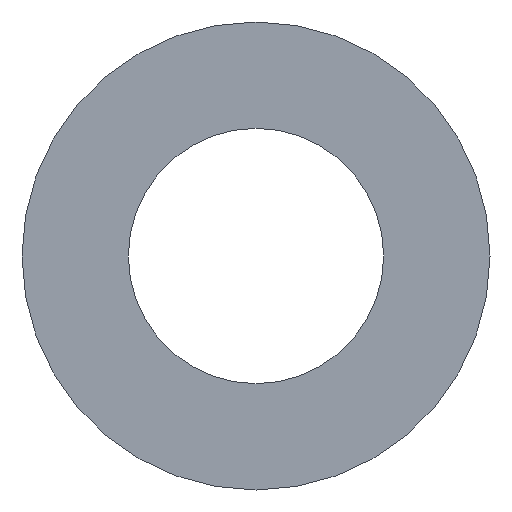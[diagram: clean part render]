
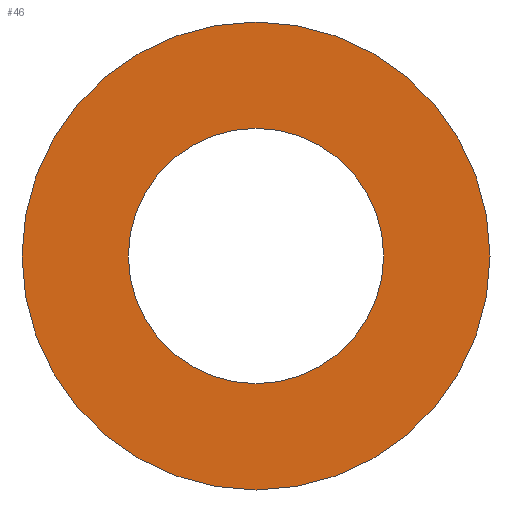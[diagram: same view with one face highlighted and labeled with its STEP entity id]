
A CAD part, front view. The second image highlights one B-rep face of the part: STEP entity #46.
In plain terms, the highlighted planar face has unit normal (0, -1, 0).
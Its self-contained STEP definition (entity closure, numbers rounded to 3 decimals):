
#1 = CARTESIAN_POINT ( 'NONE',  ( 0., 0., -11. ) ) ;
#14 = VERTEX_POINT ( 'NONE', #1 ) ;
#20 = EDGE_CURVE ( 'NONE', #38, #14, #149, .T. ) ;
#21 = EDGE_CURVE ( 'NONE', #25, #43, #144, .T. ) ;
#25 = VERTEX_POINT ( 'NONE', #153 ) ;
#30 = EDGE_CURVE ( 'NONE', #43, #25, #140, .T. ) ;
#31 = EDGE_CURVE ( 'NONE', #14, #38, #113, .T. ) ;
#35 = ORIENTED_EDGE ( 'NONE', *, *, #20, .T. ) ;
#38 = VERTEX_POINT ( 'NONE', #106 ) ;
#42 = EDGE_LOOP ( 'NONE', ( #45, #35 ) ) ;
#43 = VERTEX_POINT ( 'NONE', #103 ) ;
#45 = ORIENTED_EDGE ( 'NONE', *, *, #31, .T. ) ;
#46 = ADVANCED_FACE ( 'NONE', ( #101, #114 ), #129, .T. ) ;
#77 = EDGE_LOOP ( 'NONE', ( #78, #79 ) ) ;
#78 = ORIENTED_EDGE ( 'NONE', *, *, #21, .F. ) ;
#79 = ORIENTED_EDGE ( 'NONE', *, *, #30, .F. ) ;
#101 = FACE_OUTER_BOUND ( 'NONE', #42, .T. ) ;
#103 = CARTESIAN_POINT ( 'NONE',  ( 0., 0., 6. ) ) ;
#106 = CARTESIAN_POINT ( 'NONE',  ( 0., 0., 11. ) ) ;
#111 = DIRECTION ( 'NONE',  ( 0., 0., -1. ) ) ;
#112 = DIRECTION ( 'NONE',  ( 0., -1., 0. ) ) ;
#113 = CIRCLE ( 'NONE', #151, 11. ) ;
#114 = FACE_BOUND ( 'NONE', #77, .T. ) ;
#115 = CARTESIAN_POINT ( 'NONE',  ( 11., 0., 0. ) ) ;
#116 = DIRECTION ( 'NONE',  ( 0., 0., -1. ) ) ;
#117 = DIRECTION ( 'NONE',  ( 0., -1., 0. ) ) ;
#124 = DIRECTION ( 'NONE',  ( 0., 0., -1. ) ) ;
#125 = DIRECTION ( 'NONE',  ( 0., -1., 0. ) ) ;
#129 = PLANE ( 'NONE',  #135 ) ;
#135 = AXIS2_PLACEMENT_3D ( 'NONE', #115, #125, #124 ) ;
#139 = CARTESIAN_POINT ( 'NONE',  ( 0., 0., 0. ) ) ;
#140 = CIRCLE ( 'NONE', #143, 6. ) ;
#141 = DIRECTION ( 'NONE',  ( 0., 0., -1. ) ) ;
#142 = DIRECTION ( 'NONE',  ( 0., -1., 0. ) ) ;
#143 = AXIS2_PLACEMENT_3D ( 'NONE', #139, #117, #116 ) ;
#144 = CIRCLE ( 'NONE', #154, 6. ) ;
#145 = DIRECTION ( 'NONE',  ( 0., 0., -1. ) ) ;
#146 = DIRECTION ( 'NONE',  ( 0., -1., 0. ) ) ;
#147 = CARTESIAN_POINT ( 'NONE',  ( 0., 0., 0. ) ) ;
#148 = AXIS2_PLACEMENT_3D ( 'NONE', #147, #146, #145 ) ;
#149 = CIRCLE ( 'NONE', #148, 11. ) ;
#151 = AXIS2_PLACEMENT_3D ( 'NONE', #152, #112, #111 ) ;
#152 = CARTESIAN_POINT ( 'NONE',  ( 0., 0., 0. ) ) ;
#153 = CARTESIAN_POINT ( 'NONE',  ( 0., 0., -6. ) ) ;
#154 = AXIS2_PLACEMENT_3D ( 'NONE', #160, #142, #141 ) ;
#160 = CARTESIAN_POINT ( 'NONE',  ( 0., 0., 0. ) ) ;
